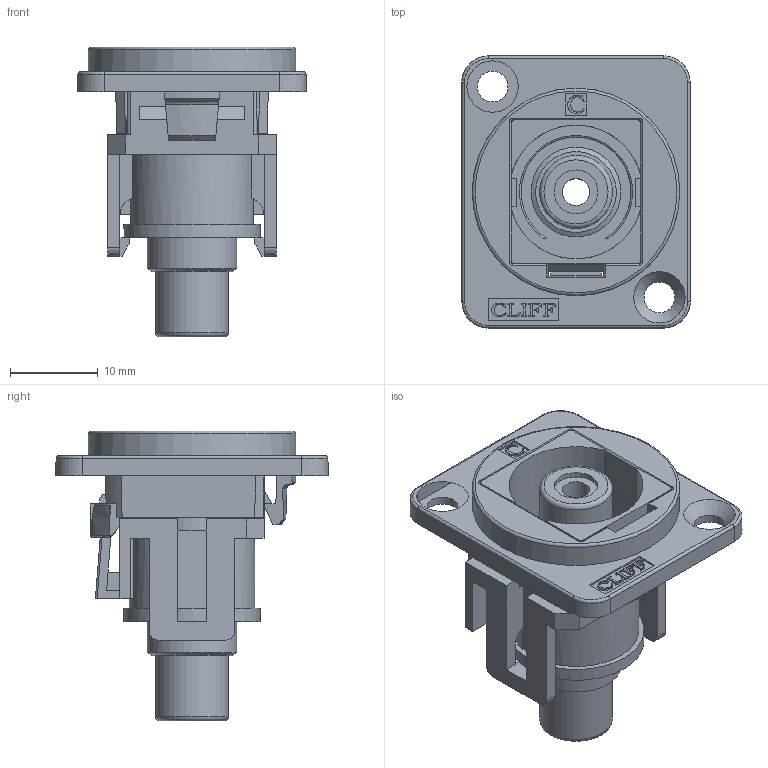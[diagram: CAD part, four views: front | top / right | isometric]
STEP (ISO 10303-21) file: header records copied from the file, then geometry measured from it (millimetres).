
FILE_DESCRIPTION(/* description */ (''),/* implementation_level */ '2;1');
FILE_NAME(/* name */ 'CP30232MB YELLOW RCA CSK.stp',/* time_stamp */ '2025-04-11T10:23:53+01:00',/* author */ ('tottley'),/* organization */ (''),/* preprocessor_version */ 'ST-DEVELOPER v20',/* originating_system */ 'Autodesk Inventor 2025',/* authorisation */ '');
FILE_SCHEMA (('AUTOMOTIVE_DESIGN { 1 0 10303 214 3 1 1 }'));
Length unit declared in the file: millimetre
Products named in the file (1): CP30230 RED RCA CSK
Bounding box: 26 x 31 x 33 mm (x, y, z)
Volume: 6199.8 mm3; surface area: 6491.7 mm2
Topology: 1 solids, 1 shells, 405 faces, 1171 edges, 760 vertices
Faces by surface type: plane 249, cylinder 68, bspline 63, cone 14, torus 11
Full cylindrical faces by diameter (mm): 3.1 x1, 3.5 x2, 5 x2, 8.3 x2, 10.2 x2, 15.5 x1
Entity records: 14923 total; most frequent: CARTESIAN_POINT 4059, ORIENTED_EDGE 2342, DIRECTION 1915, EDGE_CURVE 1171, LINE 809, VECTOR 809, VERTEX_POINT 760, AXIS2_PLACEMENT_3D 553
